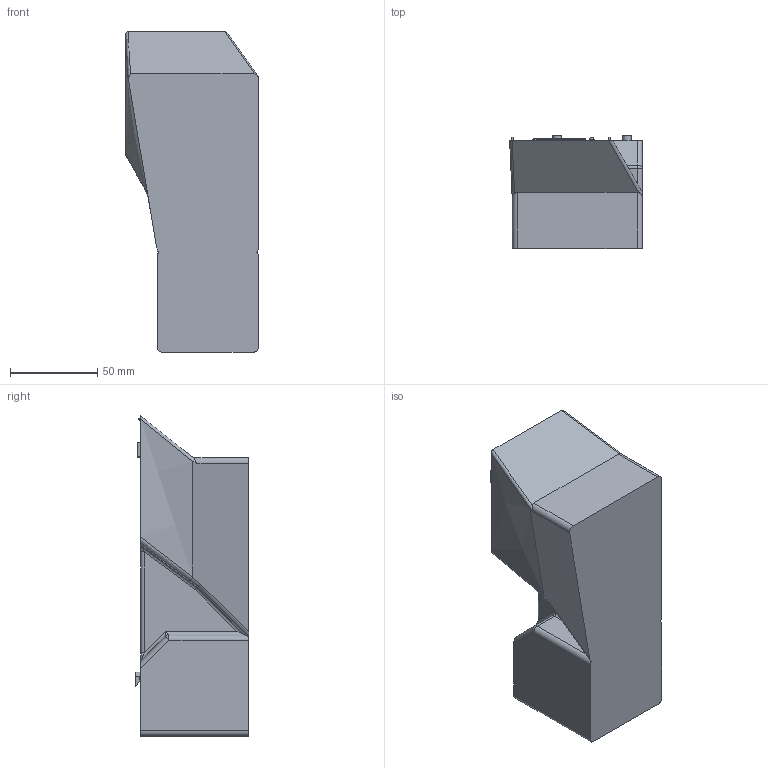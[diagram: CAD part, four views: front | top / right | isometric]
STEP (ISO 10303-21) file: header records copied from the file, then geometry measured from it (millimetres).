
FILE_DESCRIPTION(/* description */ ('STEP AP242','CAx-IF Rec.Pracs.---Representation and Presentation of Product Manufacturing Information (PMI)---4.0---2014-10-13','CAx-IF Rec.Pracs.---3D Tessellated Geometry---0.4---2014-09-14','2;1'),/* implementation_level */ '2;1');
FILE_NAME(/* name */ '672930050a199d6efe35b61f',/* time_stamp */ '2024-11-04T20:35:18Z',/* author */ (''),/* organization */ (''),/* preprocessor_version */ 'ST-DEVELOPER v20',/* originating_system */ 'ONSHAPE BY PTC INC, 1.189',/* authorisation */ ' ');
FILE_SCHEMA (('AP242_MANAGED_MODEL_BASED_3D_ENGINEERING_MIM_LF { 1 0 10303 442 1 1 4 }'));
Length unit declared in the file: metre
Products named in the file (2): Chute
Assembly tree (1 placements, depth 2):
  Chute
    Chute
Bounding box: 76.1 x 65 x 183.62 mm (x, y, z)
Volume: 263380.2 mm3; surface area: 73644.5 mm2
Topology: 1 solids, 1 shells, 120 faces, 305 edges, 183 vertices
Faces by surface type: plane 54, cylinder 44, bspline 15, sphere 6, torus 1
Full cylindrical faces by diameter (mm): 2.8 x1, 5 x2
Entity records: 3728 total; most frequent: CARTESIAN_POINT 945, ORIENTED_EDGE 578, DIRECTION 561, EDGE_CURVE 289, AXIS2_PLACEMENT_3D 198, VERTEX_POINT 179, LINE 165, VECTOR 165
